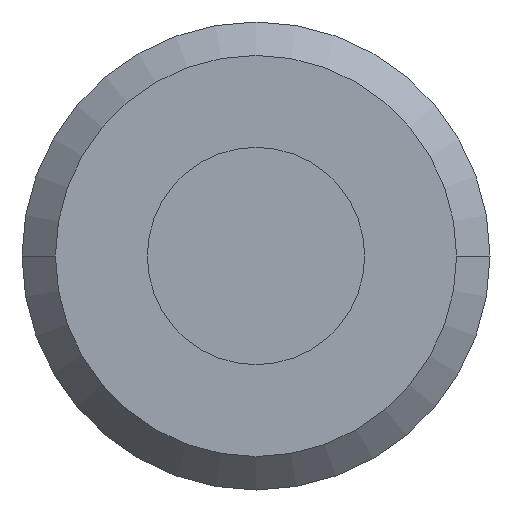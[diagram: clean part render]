
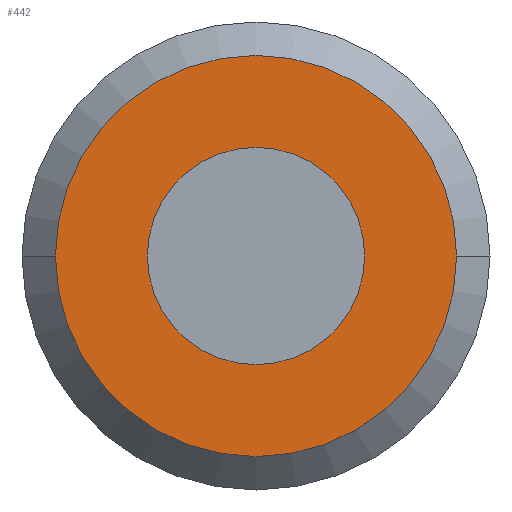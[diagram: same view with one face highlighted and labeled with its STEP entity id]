
A CAD part, front view. The second image highlights one B-rep face of the part: STEP entity #442.
In plain terms, the highlighted planar face has unit normal (0, -1, 0).
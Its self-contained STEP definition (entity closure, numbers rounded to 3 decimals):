
#145=CARTESIAN_POINT('',(0.,-40.,0.));
#146=DIRECTION('',(0.,-1.,0.));
#147=DIRECTION('',(-1.,0.,0.));
#148=AXIS2_PLACEMENT_3D('',#145,#146,#147);
#153=CARTESIAN_POINT('',(0.,-40.,0.));
#154=DIRECTION('',(0.,-1.,0.));
#155=DIRECTION('',(1.,0.,0.));
#156=AXIS2_PLACEMENT_3D('',#153,#154,#155);
#161=CARTESIAN_POINT('',(0.,-40.,0.));
#162=DIRECTION('',(0.,1.,0.));
#163=DIRECTION('',(-1.,0.,0.));
#164=AXIS2_PLACEMENT_3D('',#161,#162,#163);
#169=CARTESIAN_POINT('',(0.,-40.,0.));
#170=DIRECTION('',(0.,1.,0.));
#171=DIRECTION('',(1.,0.,0.));
#172=AXIS2_PLACEMENT_3D('',#169,#170,#171);
#289=CARTESIAN_POINT('',(-3.25,-40.,0.));
#290=CARTESIAN_POINT('',(3.25,-40.,0.));
#291=VERTEX_POINT('',#289);
#292=VERTEX_POINT('',#290);
#297=CARTESIAN_POINT('',(-6.,-40.,0.));
#298=CARTESIAN_POINT('',(6.,-40.,0.));
#299=VERTEX_POINT('',#297);
#300=VERTEX_POINT('',#298);
#427=CARTESIAN_POINT('',(0.,-40.,0.));
#428=DIRECTION('',(0.,-1.,0.));
#429=DIRECTION('',(1.,0.,0.));
#430=AXIS2_PLACEMENT_3D('',#427,#428,#429);
#431=PLANE('',#430);
#432=ORIENTED_EDGE('',*,*,#409,.T.);
#433=ORIENTED_EDGE('',*,*,#394,.T.);
#434=EDGE_LOOP('',(#432,#433));
#435=FACE_OUTER_BOUND('',#434,.F.);
#437=ORIENTED_EDGE('',*,*,#436,.T.);
#439=ORIENTED_EDGE('',*,*,#438,.T.);
#440=EDGE_LOOP('',(#437,#439));
#441=FACE_BOUND('',#440,.F.);
#442=ADVANCED_FACE('',(#435,#441),#431,.T.);
#149=CIRCLE('',#148,3.25);
#157=CIRCLE('',#156,3.25);
#165=CIRCLE('',#164,6.);
#173=CIRCLE('',#172,6.);
#394=EDGE_CURVE('',#300,#299,#173,.T.);
#409=EDGE_CURVE('',#299,#300,#165,.T.);
#436=EDGE_CURVE('',#291,#292,#149,.T.);
#438=EDGE_CURVE('',#292,#291,#157,.T.);
